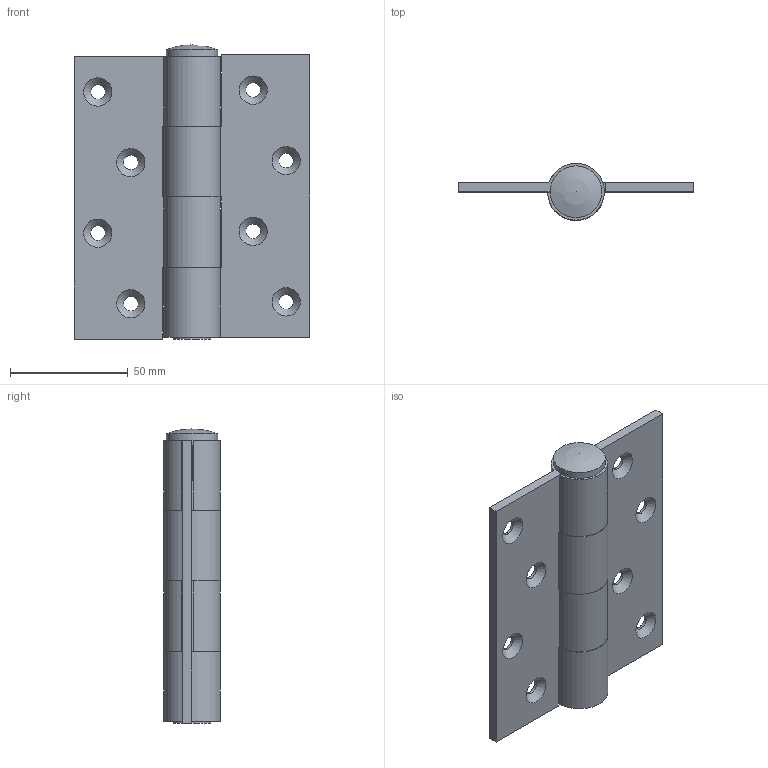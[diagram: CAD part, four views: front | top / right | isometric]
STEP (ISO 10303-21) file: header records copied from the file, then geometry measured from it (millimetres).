
FILE_DESCRIPTION(/* description */ (''),/* implementation_level */ '2;1');
FILE_NAME(/* name */ '1516C7.stp',/* time_stamp */ '2019-08-08T09:10:03+02:00',/* author */ ('DOMINIQUE'),/* organization */ (''),/* preprocessor_version */ 'ST-DEVELOPER v17.2',/* originating_system */ 'Autodesk Inventor 2019',/* authorisation */ '');
FILE_SCHEMA (('AUTOMOTIVE_DESIGN { 1 0 10303 214 3 1 1 }'));
Length unit declared in the file: millimetre
Products named in the file (1): 1516C7
Bounding box: 100 x 24.09 x 125 mm (x, y, z)
Volume: 89653 mm3; surface area: 44579.7 mm2
Topology: 3 solids, 3 shells, 211 faces, 539 edges, 363 vertices
Faces by surface type: plane 146, cylinder 56, cone 8, sphere 1
Full cylindrical faces by diameter (mm): 6.2 x8, 16 x1, 22 x1
Entity records: 6759 total; most frequent: DIRECTION 1165, CARTESIAN_POINT 1113, ORIENTED_EDGE 1076, EDGE_CURVE 538, AXIS2_PLACEMENT_3D 415, VERTEX_POINT 363, LINE 335, VECTOR 335
